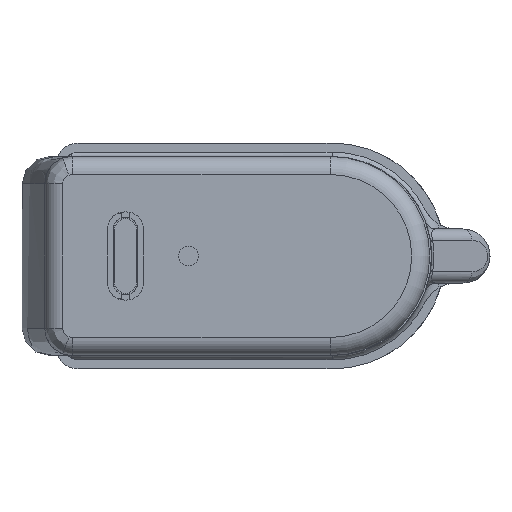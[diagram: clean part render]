
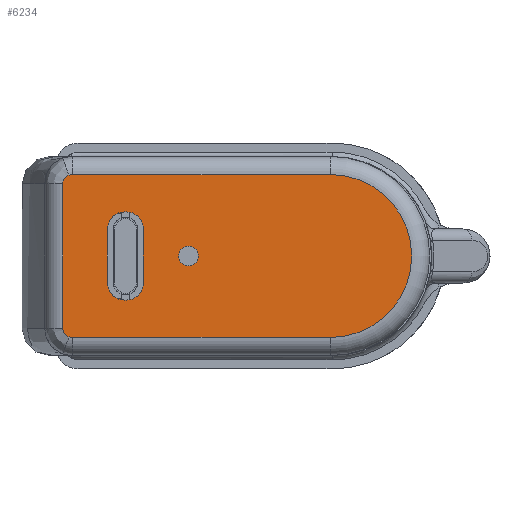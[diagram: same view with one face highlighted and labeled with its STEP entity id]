
A CAD part, front view. The second image highlights one B-rep face of the part: STEP entity #6234.
In plain terms, the highlighted face is planar.
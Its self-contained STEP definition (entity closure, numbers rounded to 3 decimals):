
#4981=CARTESIAN_POINT('',(12.1,4.8,3.));
#4982=DIRECTION('',(0.,-1.,0.));
#4983=DIRECTION('',(1.,0.,0.));
#4984=AXIS2_PLACEMENT_3D('',#4981,#4982,#4983);
#4995=DIRECTION('',(0.,0.,-1.));
#4996=VECTOR('',#4995,6.);
#4997=CARTESIAN_POINT('',(14.,4.8,3.));
#4998=LINE('',#4997,#4996);
#4999=DIRECTION('',(0.,0.,1.));
#5000=VECTOR('',#4999,6.);
#5001=CARTESIAN_POINT('',(10.,4.8,-3.));
#5002=LINE('',#5001,#5000);
#5003=CARTESIAN_POINT('',(-10.75,4.801,0.));
#5004=DIRECTION('',(0.,-1.,0.));
#5005=DIRECTION('',(0.,0.,1.));
#5006=AXIS2_PLACEMENT_3D('',#5003,#5004,#5005);
#5008=DIRECTION('',(1.,0.,0.));
#5009=VECTOR('',#5008,28.598);
#5010=CARTESIAN_POINT('',(-10.75,4.8,
-9.05));
#5011=LINE('',#5010,#5009);
#5012=CARTESIAN_POINT('',(17.848,4.8,-9.05));
#5013=CARTESIAN_POINT('',(17.899,4.8,-9.05));
#5014=CARTESIAN_POINT('',(17.998,4.8,-9.044));
#5015=CARTESIAN_POINT('',(18.136,4.8,-9.018));
#5016=CARTESIAN_POINT('',(18.219,4.8,-8.992));
#5017=CARTESIAN_POINT('',(18.259,4.8,-8.977));
#5019=CARTESIAN_POINT('',(18.259,4.8,-8.977));
#5020=CARTESIAN_POINT('',(18.343,4.8,-8.946));
#5021=CARTESIAN_POINT('',(18.491,4.8,-8.871));
#5022=CARTESIAN_POINT('',(18.662,4.8,-8.731));
#5023=CARTESIAN_POINT('',(18.783,4.8,-8.586));
#5024=CARTESIAN_POINT('',(18.871,4.8,-8.434));
#5025=CARTESIAN_POINT('',(18.931,4.8,-8.263));
#5026=CARTESIAN_POINT('',(18.95,4.8,-8.124));
#5027=CARTESIAN_POINT('',(18.95,4.8,-8.05));
#5029=DIRECTION('',(0.,0.,1.));
#5030=VECTOR('',#5029,16.1);
#5031=CARTESIAN_POINT('',(18.95,4.8,-8.05));
#5032=LINE('',#5031,#5030);
#5033=CARTESIAN_POINT('',(18.95,4.801,8.05));
#5034=CARTESIAN_POINT('',(18.95,4.801,8.101));
#5035=CARTESIAN_POINT('',(18.941,4.801,8.205));
#5036=CARTESIAN_POINT('',(18.902,4.801,8.356));
#5037=CARTESIAN_POINT('',(18.825,4.801,8.523));
#5038=CARTESIAN_POINT('',(18.702,4.801,8.692));
#5039=CARTESIAN_POINT('',(18.518,4.801,8.855));
#5040=CARTESIAN_POINT('',(18.354,4.801,8.942));
#5041=CARTESIAN_POINT('',(18.259,4.801,8.977));
#5043=CARTESIAN_POINT('',(18.259,4.801,8.977));
#5044=CARTESIAN_POINT('',(18.21,4.801,8.995));
#5045=CARTESIAN_POINT('',(18.113,4.801,9.023));
#5046=CARTESIAN_POINT('',(17.974,4.801,9.046));
#5047=CARTESIAN_POINT('',(17.889,4.801,9.05));
#5048=CARTESIAN_POINT('',(17.848,4.801,9.05));
#5050=CARTESIAN_POINT('',(5.,4.801,0.));
#5051=DIRECTION('',(0.,-1.,0.));
#5052=DIRECTION('',(0.,0.,-1.));
#5053=AXIS2_PLACEMENT_3D('',#5050,#5051,#5052);
#5055=CARTESIAN_POINT('',(5.,4.801,0.));
#5056=DIRECTION('',(0.,-1.,0.));
#5057=DIRECTION('',(0.,0.,1.));
#5058=AXIS2_PLACEMENT_3D('',#5055,#5056,#5057);
#5064=CARTESIAN_POINT('',(12.1,4.8,-3.));
#5065=DIRECTION('',(0.,-1.,0.));
#5066=DIRECTION('',(0.,0.,-1.));
#5067=AXIS2_PLACEMENT_3D('',#5064,#5065,#5066);
#5078=DIRECTION('',(1.,0.,0.));
#5079=VECTOR('',#5078,0.2);
#5080=CARTESIAN_POINT('',(11.9,4.8,-4.9));
#5081=LINE('',#5080,#5079);
#5082=CARTESIAN_POINT('',(11.9,4.8,-3.));
#5083=DIRECTION('',(0.,-1.,0.));
#5084=DIRECTION('',(-1.,0.,0.));
#5085=AXIS2_PLACEMENT_3D('',#5082,#5083,#5084);
#5099=CARTESIAN_POINT('',(11.9,4.8,3.));
#5100=DIRECTION('',(0.,-1.,0.));
#5101=DIRECTION('',(0.,0.,1.));
#5102=AXIS2_PLACEMENT_3D('',#5099,#5100,#5101);
#5108=DIRECTION('',(-1.,0.,0.));
#5109=VECTOR('',#5108,0.2);
#5110=CARTESIAN_POINT('',(12.1,4.8,4.9));
#5111=LINE('',#5110,#5109);
#5116=DIRECTION('',(1.,0.,0.));
#5117=VECTOR('',#5116,28.598);
#5118=CARTESIAN_POINT('',(-10.75,4.801,9.05));
#5119=LINE('',#5118,#5117);
#5451=CARTESIAN_POINT('',(10.,4.8,-3.));
#5452=CARTESIAN_POINT('',(11.9,4.8,-4.9));
#5453=VERTEX_POINT('',#5451);
#5454=VERTEX_POINT('',#5452);
#5455=CARTESIAN_POINT('',(12.1,4.8,-4.9));
#5456=VERTEX_POINT('',#5455);
#5457=CARTESIAN_POINT('',(14.,4.8,-3.));
#5458=VERTEX_POINT('',#5457);
#5459=CARTESIAN_POINT('',(14.,4.8,3.));
#5460=CARTESIAN_POINT('',(12.1,4.8,4.9));
#5461=VERTEX_POINT('',#5459);
#5462=VERTEX_POINT('',#5460);
#5463=CARTESIAN_POINT('',(11.9,4.8,4.9));
#5464=VERTEX_POINT('',#5463);
#5465=CARTESIAN_POINT('',(10.,4.8,3.));
#5466=VERTEX_POINT('',#5465);
#5477=VERTEX_POINT('',#5043);
#5478=VERTEX_POINT('',#5048);
#5480=VERTEX_POINT('',#5033);
#5483=CARTESIAN_POINT('',(18.95,4.8,-8.05));
#5484=VERTEX_POINT('',#5483);
#5486=VERTEX_POINT('',#5019);
#5488=VERTEX_POINT('',#5012);
#5493=CARTESIAN_POINT('',(-10.75,4.801,9.05));
#5494=CARTESIAN_POINT('',(-10.75,4.801,-9.05));
#5495=VERTEX_POINT('',#5493);
#5496=VERTEX_POINT('',#5494);
#5583=CARTESIAN_POINT('',(5.,4.801,-1.1));
#5584=CARTESIAN_POINT('',(5.,4.801,1.1));
#5585=VERTEX_POINT('',#5583);
#5586=VERTEX_POINT('',#5584);
#6188=CARTESIAN_POINT('',(25.227,4.8,-10.583));
#6189=DIRECTION('',(0.,-1.,0.));
#6190=DIRECTION('',(0.,0.,1.));
#6191=AXIS2_PLACEMENT_3D('',#6188,#6189,#6190);
#6192=PLANE('',#6191);
#6194=ORIENTED_EDGE('',*,*,#6193,.F.);
#6196=ORIENTED_EDGE('',*,*,#6195,.T.);
#6198=ORIENTED_EDGE('',*,*,#6197,.T.);
#6200=ORIENTED_EDGE('',*,*,#6199,.T.);
#6202=ORIENTED_EDGE('',*,*,#6201,.T.);
#6204=ORIENTED_EDGE('',*,*,#6203,.T.);
#6206=ORIENTED_EDGE('',*,*,#6205,.T.);
#6208=ORIENTED_EDGE('',*,*,#6207,.T.);
#6209=EDGE_LOOP('',(#6194,#6196,#6198,#6200,#6202,#6204,#6206,#6208));
#6210=FACE_OUTER_BOUND('',#6209,.F.);
#6212=ORIENTED_EDGE('',*,*,#6211,.T.);
#6214=ORIENTED_EDGE('',*,*,#6213,.F.);
#6216=ORIENTED_EDGE('',*,*,#6215,.F.);
#6218=ORIENTED_EDGE('',*,*,#6217,.F.);
#6220=ORIENTED_EDGE('',*,*,#6219,.T.);
#6222=ORIENTED_EDGE('',*,*,#6221,.F.);
#6224=ORIENTED_EDGE('',*,*,#6223,.F.);
#6225=ORIENTED_EDGE('',*,*,#6176,.F.);
#6226=EDGE_LOOP('',(#6212,#6214,#6216,#6218,#6220,#6222,#6224,#6225));
#6227=FACE_BOUND('',#6226,.F.);
#6229=ORIENTED_EDGE('',*,*,#6228,.F.);
#6231=ORIENTED_EDGE('',*,*,#6230,.F.);
#6232=EDGE_LOOP('',(#6229,#6231));
#6233=FACE_BOUND('',#6232,.F.);
#6234=ADVANCED_FACE('',(#6210,#6227,#6233),#6192,.F.);
#4985=CIRCLE('',#4984,1.9);
#5007=CIRCLE('',#5006,9.05);
#5018=B_SPLINE_CURVE_WITH_KNOTS('',3,(#5012,#5013,#5014,#5015,#5016,#5017),
.UNSPECIFIED.,.F.,.F.,(4,1,1,4),(0.,0.333,0.667,1.),
.UNSPECIFIED.);
#5028=B_SPLINE_CURVE_WITH_KNOTS('',3,(#5019,#5020,#5021,#5022,#5023,#5024,#5025,
#5026,#5027),.UNSPECIFIED.,.F.,.F.,(4,1,1,1,1,1,4),(0.,0.167,
0.333,0.5,0.667,0.833,1.),
.UNSPECIFIED.);
#5042=B_SPLINE_CURVE_WITH_KNOTS('',3,(#5033,#5034,#5035,#5036,#5037,#5038,#5039,
#5040,#5041),.UNSPECIFIED.,.F.,.F.,(4,1,1,1,1,1,4),(0.,0.167,
0.333,0.5,0.667,0.833,1.),
.UNSPECIFIED.);
#5049=B_SPLINE_CURVE_WITH_KNOTS('',3,(#5043,#5044,#5045,#5046,#5047,#5048),
.UNSPECIFIED.,.F.,.F.,(4,1,1,4),(0.,0.333,0.667,1.),
.UNSPECIFIED.);
#5054=CIRCLE('',#5053,1.1);
#5059=CIRCLE('',#5058,1.1);
#5068=CIRCLE('',#5067,1.9);
#5086=CIRCLE('',#5085,1.9);
#5103=CIRCLE('',#5102,1.9);
#6176=EDGE_CURVE('',#5461,#5462,#4985,.T.);
#6193=EDGE_CURVE('',#5495,#5478,#5119,.T.);
#6195=EDGE_CURVE('',#5495,#5496,#5007,.T.);
#6197=EDGE_CURVE('',#5496,#5488,#5011,.T.);
#6199=EDGE_CURVE('',#5488,#5486,#5018,.T.);
#6201=EDGE_CURVE('',#5486,#5484,#5028,.T.);
#6203=EDGE_CURVE('',#5484,#5480,#5032,.T.);
#6205=EDGE_CURVE('',#5480,#5477,#5042,.T.);
#6207=EDGE_CURVE('',#5477,#5478,#5049,.T.);
#6211=EDGE_CURVE('',#5461,#5458,#4998,.T.);
#6213=EDGE_CURVE('',#5456,#5458,#5068,.T.);
#6215=EDGE_CURVE('',#5454,#5456,#5081,.T.);
#6217=EDGE_CURVE('',#5453,#5454,#5086,.T.);
#6219=EDGE_CURVE('',#5453,#5466,#5002,.T.);
#6221=EDGE_CURVE('',#5464,#5466,#5103,.T.);
#6223=EDGE_CURVE('',#5462,#5464,#5111,.T.);
#6228=EDGE_CURVE('',#5585,#5586,#5054,.T.);
#6230=EDGE_CURVE('',#5586,#5585,#5059,.T.);
